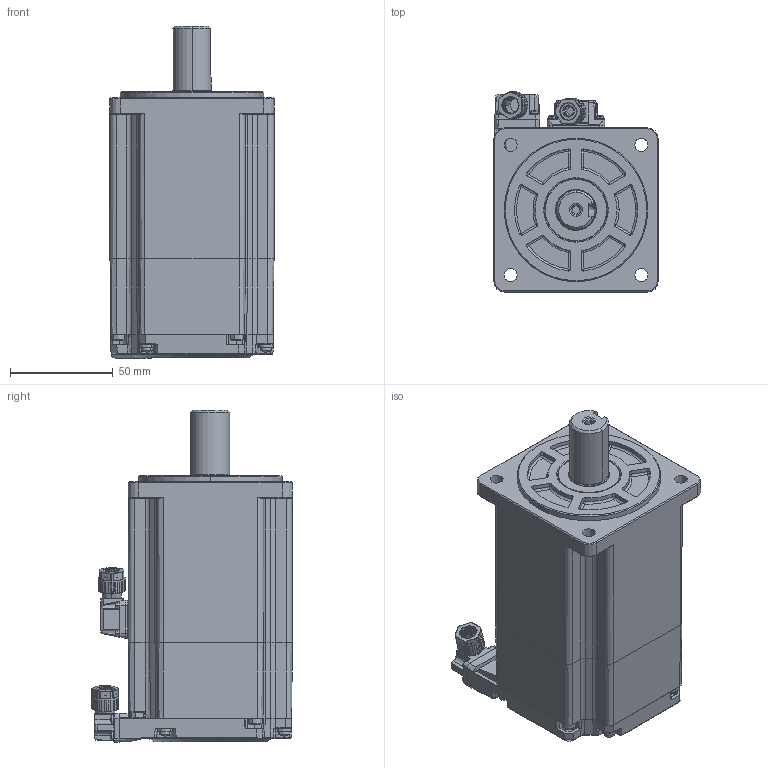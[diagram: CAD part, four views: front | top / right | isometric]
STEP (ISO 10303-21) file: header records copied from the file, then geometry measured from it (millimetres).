
FILE_DESCRIPTION (( 'STEP AP203' ), '1' );
FILE_NAME ('MS6S-80CM30BZ4-20P7.STEP', '2024-03-08T08:39:46', ( '' ), ( '' ), 'SwSTEP 2.0', 'SolidWorks 2022', '' );
FILE_SCHEMA (( 'CONFIG_CONTROL_DESIGN' ));
Length unit declared in the file: millimetre
Products named in the file (1): MS6S-80CM30BZ4-20P7
Bounding box: 80 x 97.86 x 161.9 mm (x, y, z)
Surface area: 64994.5 mm2 (no closed solid volume)
Topology: 0 solids, 46 shells, 1361 faces, 4482 edges, 3012 vertices
Faces by surface type: plane 490, cylinder 479, bspline 138, cone 114, torus 92, sphere 48
Entity records: 62795 total; most frequent: CARTESIAN_POINT 26664, ORIENTED_EDGE 7486, DIRECTION 6893, EDGE_CURVE 4433, VERTEX_POINT 3000, AXIS2_PLACEMENT_3D 2596, VECTOR 1701, LINE 1701
